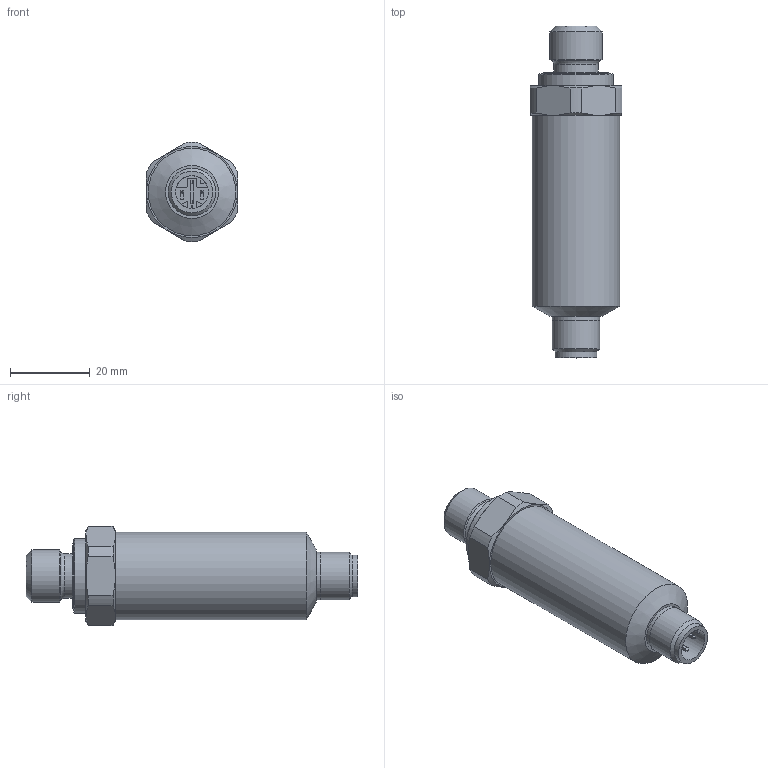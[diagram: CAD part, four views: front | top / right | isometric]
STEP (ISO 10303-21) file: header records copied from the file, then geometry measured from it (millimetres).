
FILE_DESCRIPTION( ( 'Unknown' ), '1' );
FILE_NAME( 'PBMx_xxxxxxxx1406xxx.stp', 'Unknown', ( 'Unknown' ), ( 'Unknown' ), 'PSStep 14.0', 'Unknown', ' ' );
FILE_SCHEMA( ( 'AUTOMOTIVE_DESIGN { 1 0 10303 214 1 1 1 1 }' ) );
Length unit declared in the file: millimetre
Products named in the file (1): 113606
Bounding box: 23 x 83.5 x 24.99 mm (x, y, z)
Volume: 25067.9 mm3; surface area: 7069.9 mm2
Topology: 1 solids, 3 shells, 160 faces, 410 edges, 268 vertices
Faces by surface type: plane 92, cylinder 51, cone 14, torus 3
Full cylindrical faces by diameter (mm): 0.4 x1, 0.8 x1, 4.134 x2, 8.3 x1, 9.4 x1, 9.45 x1, 9.5 x1, 10.5 x1, 11.2 x1, 11.6 x1, 12 x2, 13.157 x1, 16.5 x1, 16.6 x1, 18.8 x1, 22 x1
Entity records: 6011 total; most frequent: CARTESIAN_POINT 942, DIRECTION 797, ORIENTED_EDGE 736, EDGE_CURVE 368, AXIS2_PLACEMENT_3D 288, VERTEX_POINT 257, LINE 221, VECTOR 221
